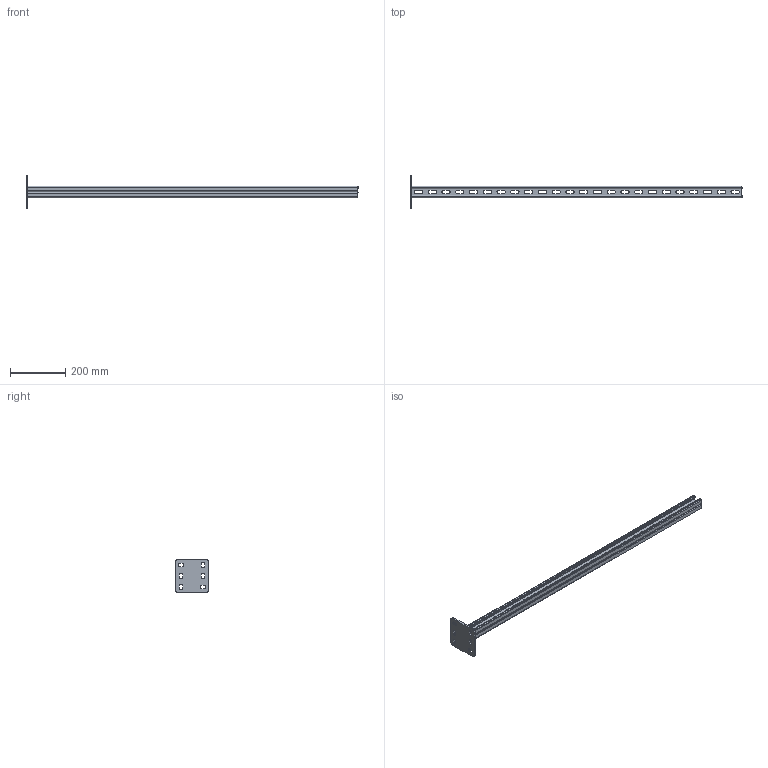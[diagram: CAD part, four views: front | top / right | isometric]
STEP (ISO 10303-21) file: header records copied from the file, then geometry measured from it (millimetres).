
FILE_DESCRIPTION (( 'STEP AP203' ), '1' );
FILE_NAME ('Êðîíøòåéí ïîòîëî÷íûé äâîéíîé_h21-1200.step', '2022-01-27T07:51:07', ( '' ), ( '' ), 'SwSTEP 2.0', 'SolidWorks 2017', '' );
FILE_SCHEMA (( 'CONFIG_CONTROL_DESIGN' ));
Length unit declared in the file: millimetre
Products named in the file (3): Ïÿòêà ïîòîëî÷êàÿ; STRUT-镳铘桦黖h21-1200; Êðîíøòåéí ïîòîëî÷íûé äâîéíîé_h21-1200
Assembly tree (3 placements, depth 2):
  Êðîíøòåéí ïîòîëî÷íûé äâîéíîé_h21-1200
    Ïÿòêà ïîòîëî÷êàÿ
    STRUT-镳铘桦黖h21-1200  x2
Bounding box: 1206 x 120 x 120 mm (x, y, z)
Volume: 597070.2 mm3; surface area: 480206.2 mm2
Topology: 3 solids, 3 shells, 3478 faces, 10414 edges, 6942 vertices
Faces by surface type: plane 3352, cylinder 126
Entity records: 58485 total; most frequent: CARTESIAN_POINT 10526, ORIENTED_EDGE 10516, DIRECTION 8928, EDGE_CURVE 5258, LINE 5114, VECTOR 5114, VERTEX_POINT 3505, AXIS2_PLACEMENT_3D 1907
